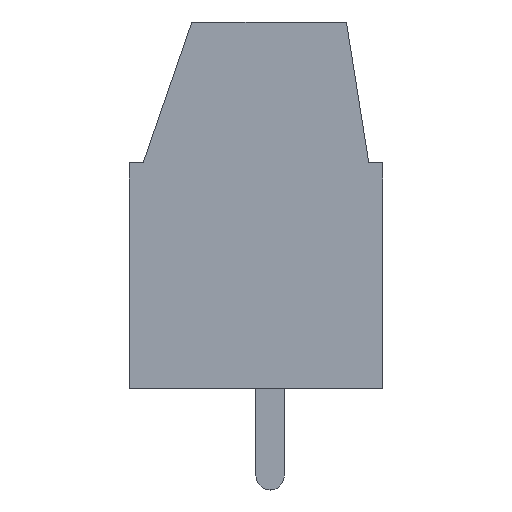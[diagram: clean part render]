
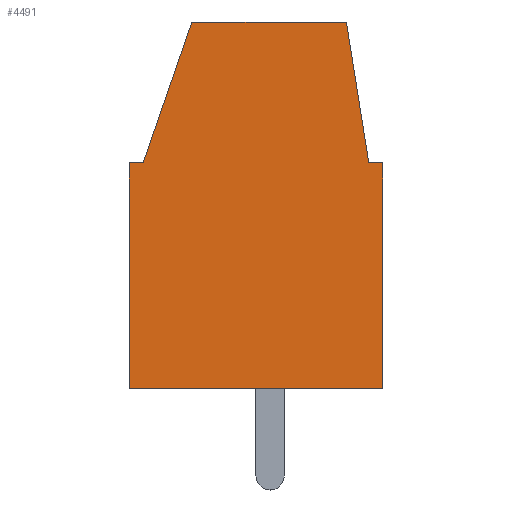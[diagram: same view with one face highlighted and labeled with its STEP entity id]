
A CAD part, left-side view. The second image highlights one B-rep face of the part: STEP entity #4491.
In plain terms, the highlighted face is planar.
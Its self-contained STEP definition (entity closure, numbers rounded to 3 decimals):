
#662=ORIENTED_EDGE('',*,*,#1190,.F.);
#663=ORIENTED_EDGE('',*,*,#1201,.T.);
#664=ORIENTED_EDGE('',*,*,#1417,.T.);
#665=ORIENTED_EDGE('',*,*,#1186,.T.);
#666=ORIENTED_EDGE('',*,*,#1426,.T.);
#667=ORIENTED_EDGE('',*,*,#1410,.T.);
#668=ORIENTED_EDGE('',*,*,#1181,.F.);
#669=ORIENTED_EDGE('',*,*,#1325,.F.);
#1181=EDGE_CURVE('',#1681,#1679,#2011,.T.);
#1186=EDGE_CURVE('',#1683,#1686,#2015,.T.);
#1190=EDGE_CURVE('',#1690,#1691,#2019,.T.);
#1201=EDGE_CURVE('',#1690,#1700,#2030,.T.);
#1325=EDGE_CURVE('',#1691,#1681,#2130,.T.);
#1410=EDGE_CURVE('',#1839,#1679,#2191,.T.);
#1417=EDGE_CURVE('',#1700,#1683,#2197,.T.);
#1426=EDGE_CURVE('',#1686,#1839,#2205,.T.);
#1679=VERTEX_POINT('',#5768);
#1681=VERTEX_POINT('',#5772);
#1683=VERTEX_POINT('',#5778);
#1686=VERTEX_POINT('',#5783);
#1690=VERTEX_POINT('',#5792);
#1691=VERTEX_POINT('',#5794);
#1700=VERTEX_POINT('',#5814);
#1839=VERTEX_POINT('',#6462);
#2011=LINE('',#5773,#2407);
#2015=LINE('',#5784,#2411);
#2019=LINE('',#5793,#2415);
#2030=LINE('',#5815,#2426);
#2130=LINE('',#6126,#2526);
#2191=LINE('',#6461,#2587);
#2197=LINE('',#6476,#2593);
#2205=LINE('',#6496,#2601);
#2407=VECTOR('',#4853,1000.);
#2411=VECTOR('',#4861,1000.);
#2415=VECTOR('',#4867,1000.);
#2426=VECTOR('',#4880,1000.);
#2526=VECTOR('',#5086,1000.);
#2587=VECTOR('',#5241,1000.);
#2593=VECTOR('',#5261,1000.);
#2601=VECTOR('',#5289,1000.);
#2883=EDGE_LOOP('',(#662,#663,#664,#665,#666,#667,#668,#669));
#3053=FACE_BOUND('',#2883,.T.);
#3198=PLANE('',#4713);
#4491=ADVANCED_FACE('',(#3053),#3198,.T.);
#4713=AXIS2_PLACEMENT_3D('',#6502,#5300,#5301);
#4853=DIRECTION('',(0.,1.,0.));
#4861=DIRECTION('',(-1.,0.,0.));
#4867=DIRECTION('',(0.,-1.,0.));
#4880=DIRECTION('',(-1.,0.,0.));
#5086=DIRECTION('',(-1.,0.,0.));
#5241=DIRECTION('',(-1.,0.,0.));
#5261=DIRECTION('',(-0.156,0.988,0.));
#5289=DIRECTION('',(-0.326,-0.946,0.));
#5300=DIRECTION('',(0.,0.,1.));
#5301=DIRECTION('',(1.,0.,0.));
#5768=CARTESIAN_POINT('',(-5.,8.,0.));
#5772=CARTESIAN_POINT('',(-5.,0.,0.));
#5773=CARTESIAN_POINT('',(-5.,0.,0.));
#5778=CARTESIAN_POINT('',(2.708,13.,0.));
#5783=CARTESIAN_POINT('',(-2.778,13.,0.));
#5784=CARTESIAN_POINT('',(0.,13.,0.));
#5792=CARTESIAN_POINT('',(4.,8.,0.));
#5793=CARTESIAN_POINT('',(4.,0.,0.));
#5794=CARTESIAN_POINT('',(4.,0.,0.));
#5814=CARTESIAN_POINT('',(3.5,8.,0.));
#5815=CARTESIAN_POINT('',(0.,8.,0.));
#6126=CARTESIAN_POINT('',(0.,0.,0.));
#6461=CARTESIAN_POINT('',(0.,8.,0.));
#6462=CARTESIAN_POINT('',(-4.5,8.,0.));
#6476=CARTESIAN_POINT('',(4.767,0.,0.));
#6496=CARTESIAN_POINT('',(-7.255,0.,0.));
#6502=CARTESIAN_POINT('',(-4.433,0.923,0.));
